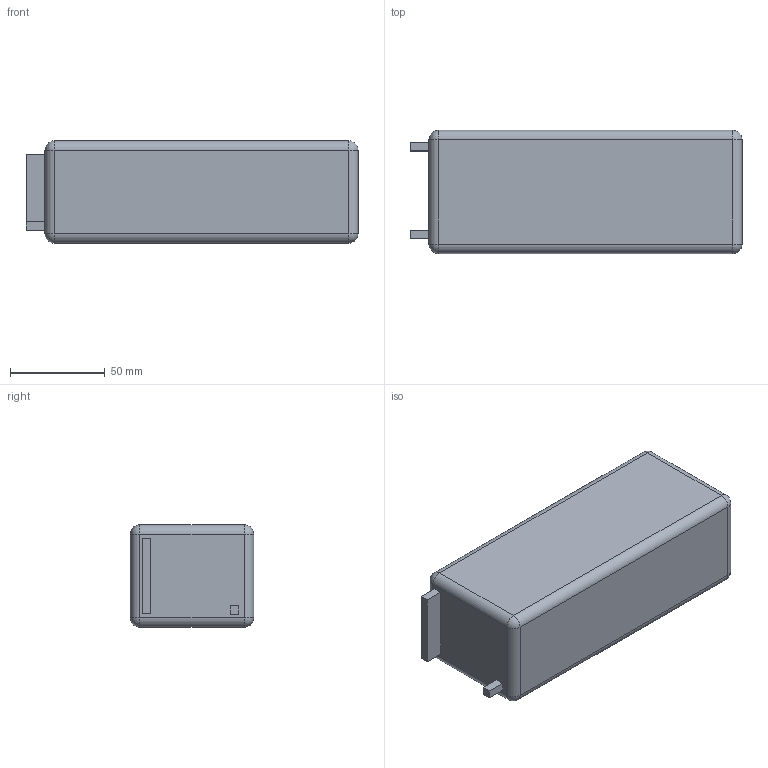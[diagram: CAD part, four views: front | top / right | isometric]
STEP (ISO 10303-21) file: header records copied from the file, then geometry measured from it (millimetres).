
FILE_DESCRIPTION (( 'STEP AP203' ), '1' );
FILE_NAME ('Lipo_battery.STEP', '2022-02-24T16:09:17', ( '' ), ( '' ), 'SwSTEP 2.0', 'SolidWorks 2018', '' );
FILE_SCHEMA (( 'CONFIG_CONTROL_DESIGN' ));
Length unit declared in the file: millimetre
Products named in the file (1): Lipo_battery
Bounding box: 175 x 65 x 54 mm (x, y, z)
Volume: 575225.2 mm3; surface area: 44893.8 mm2
Topology: 1 solids, 1 shells, 36 faces, 80 edges, 40 vertices
Faces by surface type: plane 16, cylinder 12, sphere 8
Entity records: 985 total; most frequent: DIRECTION 170, CARTESIAN_POINT 149, ORIENTED_EDGE 144, EDGE_CURVE 72, AXIS2_PLACEMENT_3D 61, LINE 48, VECTOR 48, VERTEX_POINT 40
